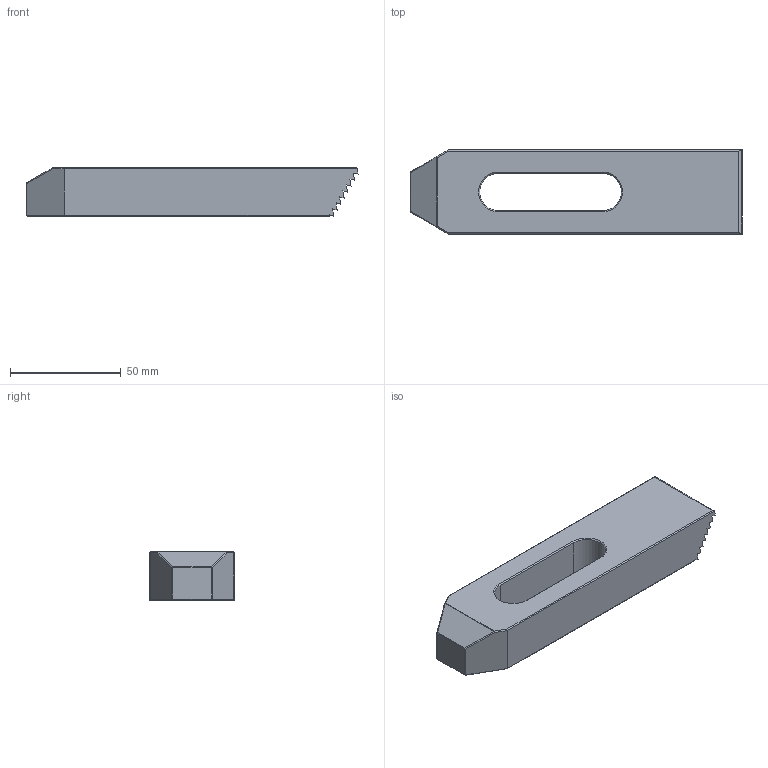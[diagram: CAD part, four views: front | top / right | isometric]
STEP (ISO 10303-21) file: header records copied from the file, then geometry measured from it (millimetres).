
FILE_DESCRIPTION( ( 'Unknown' ), '1' );
FILE_NAME( 'CP25-16150.stp', 'Unknown', ( 'Unknown' ), ( 'Unknown' ), 'XStep 1.0', 'Unknown', ' ' );
FILE_SCHEMA( ( 'CONFIG_CONTROL_DESIGN' ) );
Length unit declared in the file: millimetre
Products named in the file (1): 1
Bounding box: 150 x 38 x 22 mm (x, y, z)
Volume: 93033.2 mm3; surface area: 19834.4 mm2
Topology: 1 solids, 1 shells, 68 faces, 190 edges, 124 vertices
Faces by surface type: plane 61, cone 4, cylinder 3
Entity records: 2190 total; most frequent: CARTESIAN_POINT 383, ORIENTED_EDGE 380, DIRECTION 340, EDGE_CURVE 190, LINE 178, VECTOR 178, VERTEX_POINT 124, AXIS2_PLACEMENT_3D 81
